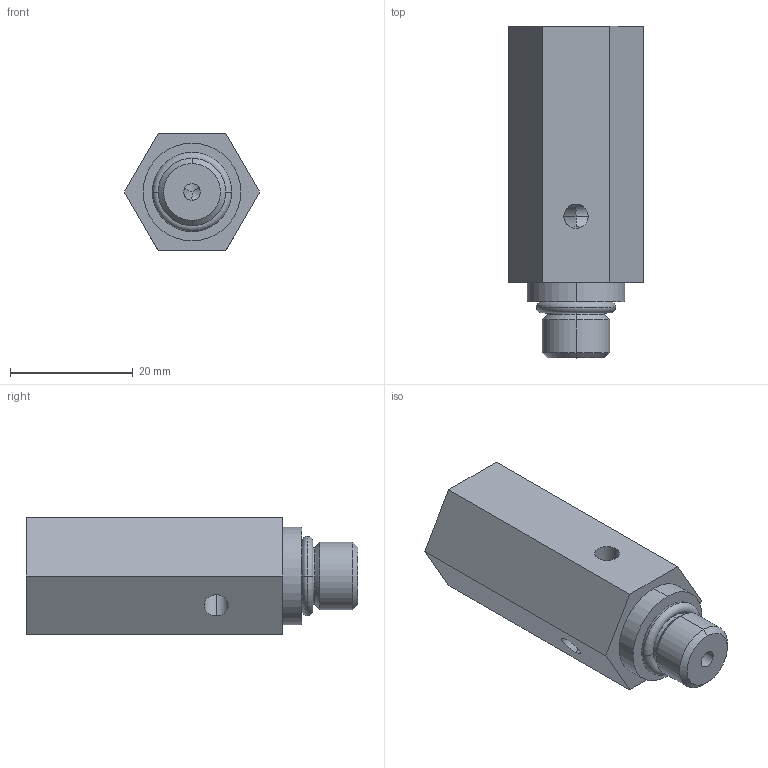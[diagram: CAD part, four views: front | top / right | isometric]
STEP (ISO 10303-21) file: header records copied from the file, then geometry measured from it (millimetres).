
FILE_DESCRIPTION((''),'2;1');
FILE_NAME('ILC70633672','2018-05-17T',('bcd'),(''),'PRO/ENGINEER BY PARAMETRIC TECHNOLOGY CORPORATION, 2013320','PRO/ENGINEER BY PARAMETRIC TECHNOLOGY CORPORATION, 2013320','');
FILE_SCHEMA(('AUTOMOTIVE_DESIGN { 1 0 10303 214 1 1 1 1 }'));
Length unit declared in the file: inch
Products named in the file (1): ILC70633672
Bounding box: 22 x 53.98 x 19.05 mm (x, y, z)
Volume: 14125.3 mm3; surface area: 4645.1 mm2
Topology: 2 solids, 2 shells, 38 faces, 89 edges, 55 vertices
Faces by surface type: cylinder 18, plane 12, cone 4, torus 4
Entity records: 1232 total; most frequent: CARTESIAN_POINT 276, DIRECTION 192, ORIENTED_EDGE 178, EDGE_CURVE 89, AXIS2_PLACEMENT_3D 76, VERTEX_POINT 55, EDGE_LOOP 46, VECTOR 40
